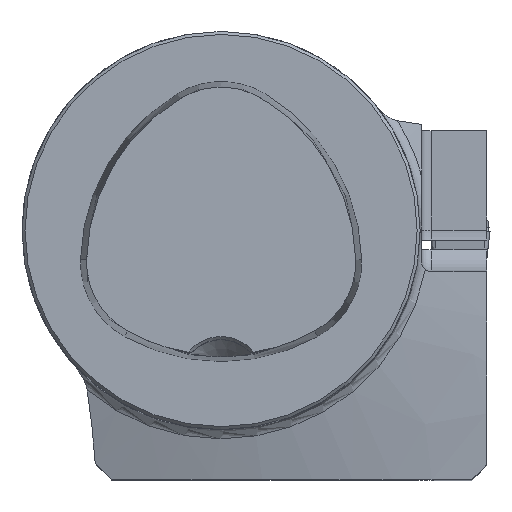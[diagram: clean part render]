
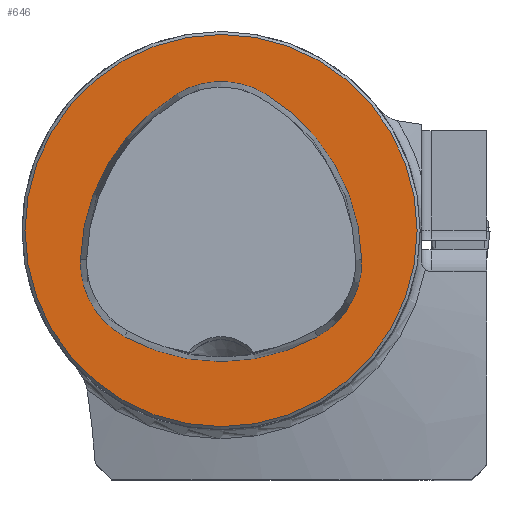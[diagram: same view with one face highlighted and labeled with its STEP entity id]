
A CAD part, top view. The second image highlights one B-rep face of the part: STEP entity #646.
In plain terms, the highlighted planar face has unit normal (0, 0, 1).
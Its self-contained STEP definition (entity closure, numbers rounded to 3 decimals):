
#111=FACE_BOUND('',#887,.T.);
#112=FACE_BOUND('',#888,.T.);
#172=PLANE('',#2319);
#646=ADVANCED_FACE('CU_FL_N1_SU_1',(#111,#112),#172,.T.);
#887=EDGE_LOOP('',(#1231,#1232,#1233,#1234,#1235,#1236));
#888=EDGE_LOOP('',(#1237));
#993=CIRCLE('',#2310,20.063);
#995=CIRCLE('',#2313,20.063);
#996=CIRCLE('',#2314,8.563);
#997=CIRCLE('',#2315,8.563);
#998=CIRCLE('',#2316,20.063);
#999=CIRCLE('',#2317,8.563);
#1000=CIRCLE('',#2318,19.7);
#1231=ORIENTED_EDGE('',*,*,#2005,.F.);
#1232=ORIENTED_EDGE('',*,*,#2006,.F.);
#1233=ORIENTED_EDGE('',*,*,#1998,.F.);
#1234=ORIENTED_EDGE('',*,*,#2007,.F.);
#1235=ORIENTED_EDGE('',*,*,#2008,.F.);
#1236=ORIENTED_EDGE('',*,*,#2009,.F.);
#1237=ORIENTED_EDGE('',*,*,#2010,.T.);
#1764=VERTEX_POINT('',#3645);
#1765=VERTEX_POINT('',#3647);
#1771=VERTEX_POINT('',#3679);
#1772=VERTEX_POINT('',#3680);
#1773=VERTEX_POINT('',#3683);
#1774=VERTEX_POINT('',#3685);
#1775=VERTEX_POINT('',#3688);
#1998=EDGE_CURVE('',#1764,#1765,#993,.T.);
#2005=EDGE_CURVE('',#1771,#1772,#995,.T.);
#2006=EDGE_CURVE('',#1765,#1771,#996,.T.);
#2007=EDGE_CURVE('',#1773,#1764,#997,.T.);
#2008=EDGE_CURVE('',#1774,#1773,#998,.T.);
#2009=EDGE_CURVE('',#1772,#1774,#999,.T.);
#2010=EDGE_CURVE('',#1775,#1775,#1000,.T.);
#2310=AXIS2_PLACEMENT_3D('',#3646,#2642,#2643);
#2313=AXIS2_PLACEMENT_3D('',#3678,#2649,#2650);
#2314=AXIS2_PLACEMENT_3D('',#3681,#2651,#2652);
#2315=AXIS2_PLACEMENT_3D('',#3682,#2653,#2654);
#2316=AXIS2_PLACEMENT_3D('',#3684,#2655,#2656);
#2317=AXIS2_PLACEMENT_3D('',#3686,#2657,#2658);
#2318=AXIS2_PLACEMENT_3D('',#3687,#2659,#2660);
#2319=AXIS2_PLACEMENT_3D('',#3689,#2661,#2662);
#2642=DIRECTION('',(0.,0.,1.));
#2643=DIRECTION('',(-1.,0.,0.));
#2649=DIRECTION('',(0.,0.,1.));
#2650=DIRECTION('',(-1.,0.,0.));
#2651=DIRECTION('',(0.,0.,1.));
#2652=DIRECTION('',(-1.,0.,0.));
#2653=DIRECTION('',(0.,0.,1.));
#2654=DIRECTION('',(-1.,0.,0.));
#2655=DIRECTION('',(0.,0.,1.));
#2656=DIRECTION('',(-1.,0.,0.));
#2657=DIRECTION('',(0.,0.,1.));
#2658=DIRECTION('',(-1.,0.,0.));
#2659=DIRECTION('',(0.,0.,1.));
#2660=DIRECTION('',(-1.,0.,0.));
#2661=DIRECTION('',(0.,0.,1.));
#2662=DIRECTION('',(-1.,0.,0.));
#3645=CARTESIAN_POINT('',(-9.704,-10.66,0.));
#3646=CARTESIAN_POINT('',(0.,6.9,0.));
#3647=CARTESIAN_POINT('',(9.704,-10.66,0.));
#3678=CARTESIAN_POINT('',(-5.934,-3.451,0.));
#3679=CARTESIAN_POINT('',(14.123,-2.953,0.));
#3680=CARTESIAN_POINT('',(4.418,13.735,0.));
#3681=CARTESIAN_POINT('',(5.562,-3.165,0.));
#3682=CARTESIAN_POINT('',(-5.562,-3.165,0.));
#3683=CARTESIAN_POINT('',(-14.123,-2.953,0.));
#3684=CARTESIAN_POINT('',(5.934,-3.451,0.));
#3685=CARTESIAN_POINT('',(-4.418,13.735,0.));
#3686=CARTESIAN_POINT('',(0.,6.4,0.));
#3687=CARTESIAN_POINT('',(0.,0.,0.));
#3688=CARTESIAN_POINT('',(-19.7,0.,0.));
#3689=CARTESIAN_POINT('',(0.,0.,0.));
